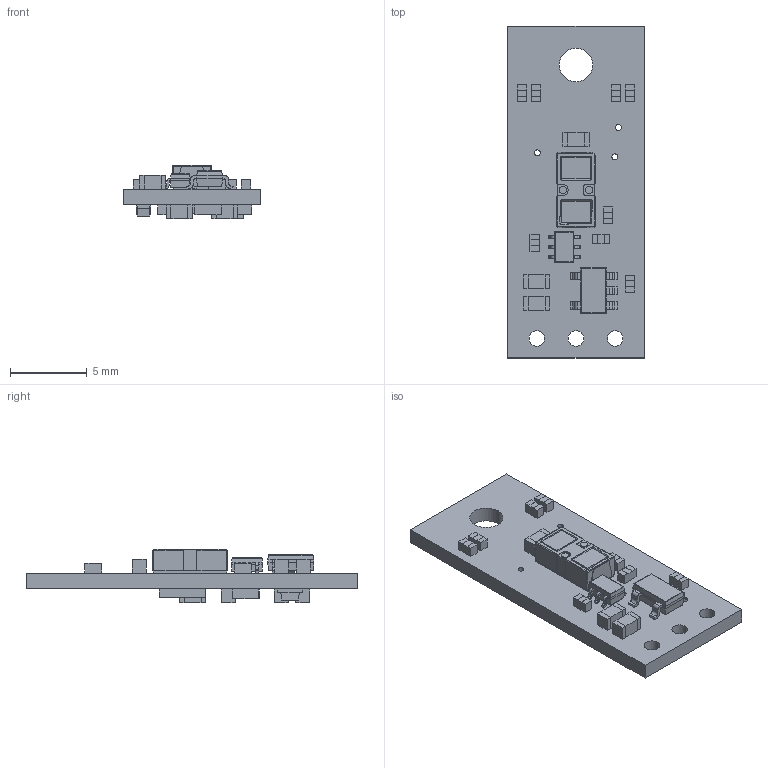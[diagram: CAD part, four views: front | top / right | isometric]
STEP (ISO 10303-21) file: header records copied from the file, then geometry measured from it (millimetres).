
FILE_DESCRIPTION (( 'STEP AP214' ), '1' );
FILE_NAME ('irs17a-step.STEP', '2021-05-12T22:17:17', ( '' ), ( '' ), 'SwSTEP 2.0', 'SolidWorks 2020', '' );
FILE_SCHEMA (( 'AUTOMOTIVE_DESIGN' ));
Length unit declared in the file: inch
Products named in the file (1): irs17a-step
Bounding box: 8.89 x 21.59 x 3.48 mm (x, y, z)
Volume: 238.1 mm3; surface area: 601.9 mm2
Topology: 5 solids, 5 shells, 919 faces, 2441 edges, 1588 vertices
Faces by surface type: plane 631, bspline 168, cylinder 106, cone 11, torus 3
Entity records: 46461 total; most frequent: CARTESIAN_POINT 12784, ORIENTED_EDGE 4882, DIRECTION 3692, EDGE_CURVE 2441, LINE 1828, VECTOR 1828, VERTEX_POINT 1588, EDGE_LOOP 1009
